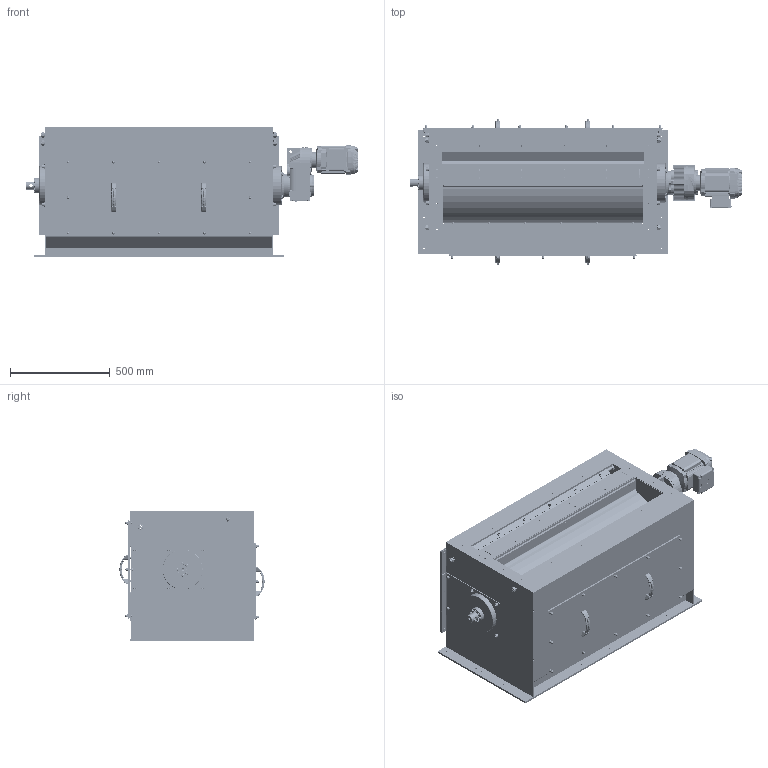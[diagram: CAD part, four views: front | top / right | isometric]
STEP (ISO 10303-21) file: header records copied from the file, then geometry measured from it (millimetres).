
FILE_DESCRIPTION(/* description */ (''),/* implementation_level */ '2;1');
FILE_NAME(/* name */ 'SRTK100044_A.stp',/* time_stamp */ '2023-11-22T11:03:27+01:00',/* author */ ('PH'),/* organization */ (''),/* preprocessor_version */ 'ST-DEVELOPER v18.1',/* originating_system */ 'Autodesk Inventor 2021',/* authorisation */ '');
FILE_SCHEMA (('AUTOMOTIVE_DESIGN { 1 0 10303 214 3 1 1 }'));
Products named in the file (1): SRTK100044_A
Bounding box: 1660.5 x 726.42 x 650 mm (x, y, z)
Volume: 51548503.3 mm3; surface area: 12585852.8 mm2
Topology: 4 solids, 5 shells, 4351 faces, 10816 edges, 6789 vertices
Faces by surface type: plane 2322, cylinder 1080, cone 532, torus 212, bspline 129, sphere 76
Full cylindrical faces by diameter (mm): 4.134 x9, 4.917 x6, 5 x6, 5.2 x10, 6 x20, 6.5 x10, 6.6 x4, 6.647 x64, 7.323 x2, 8 x26, 8.376 x4, 8.4 x29, 8.5 x1, 9 x26, 10 x60, 10.5 x13, 11.4 x17, 12 x2, 12.5 x38, 13 x32, 13.835 x1, 14 x7, 15 x8, 15.4 x4, 16 x74, 17 x8, 17.294 x1, 18 x1, 20 x21, 28 x1
Entity records: 140611 total; most frequent: CARTESIAN_POINT 34784, ORIENTED_EDGE 21378, DIRECTION 20925, EDGE_CURVE 10695, AXIS2_PLACEMENT_3D 7738, VERTEX_POINT 6819, LINE 5449, VECTOR 5449
